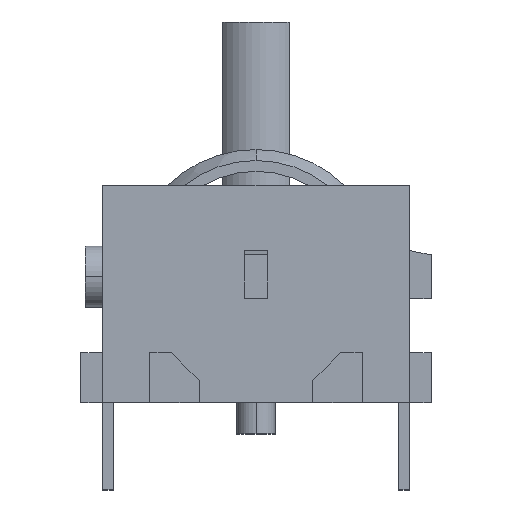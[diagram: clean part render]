
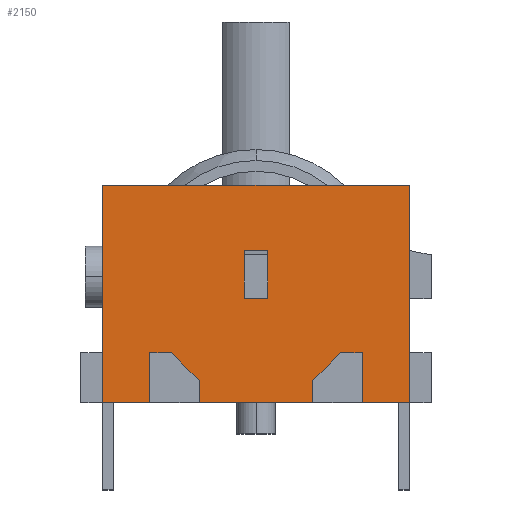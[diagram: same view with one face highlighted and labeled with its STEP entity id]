
A CAD part, top view. The second image highlights one B-rep face of the part: STEP entity #2150.
In plain terms, the highlighted planar face has unit normal (0, 0, 1).
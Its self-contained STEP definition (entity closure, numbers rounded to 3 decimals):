
#13 = CARTESIAN_POINT ( 'NONE',  ( 7.04, 0., 7.04 ) ) ;
#21 = LINE ( 'NONE', #2979, #2043 ) ;
#24 = CARTESIAN_POINT ( 'NONE',  ( -4.875, 2.27, 7.04 ) ) ;
#27 = CARTESIAN_POINT ( 'NONE',  ( 0.54, 4.77, 7.04 ) ) ;
#33 = ORIENTED_EDGE ( 'NONE', *, *, #183, .F. ) ;
#52 = VERTEX_POINT ( 'NONE', #1261 ) ;
#62 = ORIENTED_EDGE ( 'NONE', *, *, #2433, .F. ) ;
#66 = ORIENTED_EDGE ( 'NONE', *, *, #231, .F. ) ;
#77 = DIRECTION ( 'NONE',  ( 1., 0., 0. ) ) ;
#83 = VERTEX_POINT ( 'NONE', #2614 ) ;
#88 = VECTOR ( 'NONE', #376, 1000. ) ;
#183 = EDGE_CURVE ( 'NONE', #2790, #2153, #1728, .T. ) ;
#227 = ORIENTED_EDGE ( 'NONE', *, *, #1748, .F. ) ;
#231 = EDGE_CURVE ( 'NONE', #52, #882, #1762, .T. ) ;
#245 = VERTEX_POINT ( 'NONE', #1956 ) ;
#259 = CARTESIAN_POINT ( 'NONE',  ( -7.04, 9.95, 7.04 ) ) ;
#274 = VECTOR ( 'NONE', #591, 1000. ) ;
#367 = CARTESIAN_POINT ( 'NONE',  ( 4.875, 2.27, 7.04 ) ) ;
#376 = DIRECTION ( 'NONE',  ( 0., 1., 0. ) ) ;
#393 = CARTESIAN_POINT ( 'NONE',  ( -7.04, 0., 7.04 ) ) ;
#409 = LINE ( 'NONE', #3382, #887 ) ;
#419 = CARTESIAN_POINT ( 'NONE',  ( 0.54, 6.97, 7.04 ) ) ;
#504 = VECTOR ( 'NONE', #2730, 1000. ) ;
#507 = EDGE_CURVE ( 'NONE', #1465, #2784, #3410, .T. ) ;
#509 = VECTOR ( 'NONE', #2708, 1000. ) ;
#529 = CARTESIAN_POINT ( 'NONE',  ( 7.04, 9.95, 7.04 ) ) ;
#565 = CARTESIAN_POINT ( 'NONE',  ( -3.875, 2.27, 7.04 ) ) ;
#576 = VERTEX_POINT ( 'NONE', #2764 ) ;
#591 = DIRECTION ( 'NONE',  ( 0., 1., 0. ) ) ;
#593 = DIRECTION ( 'NONE',  ( 0., 0., -1. ) ) ;
#605 = EDGE_LOOP ( 'NONE', ( #66, #1588, #62, #1277, #2716, #2755, #2325, #1922, #1745, #627, #1071, #33, #2582, #227 ) ) ;
#619 = CARTESIAN_POINT ( 'NONE',  ( -3.875, 2.27, 7.04 ) ) ;
#627 = ORIENTED_EDGE ( 'NONE', *, *, #3239, .F. ) ;
#633 = VECTOR ( 'NONE', #2044, 1000. ) ;
#741 = DIRECTION ( 'NONE',  ( 1., 0., 0. ) ) ;
#773 = VECTOR ( 'NONE', #906, 1000. ) ;
#810 = VERTEX_POINT ( 'NONE', #393 ) ;
#863 = LINE ( 'NONE', #3408, #2069 ) ;
#882 = VERTEX_POINT ( 'NONE', #367 ) ;
#887 = VECTOR ( 'NONE', #2053, 1000. ) ;
#906 = DIRECTION ( 'NONE',  ( -0.707, -0.707, 0. ) ) ;
#949 = LINE ( 'NONE', #419, #1439 ) ;
#971 = LINE ( 'NONE', #3238, #274 ) ;
#1071 = ORIENTED_EDGE ( 'NONE', *, *, #2376, .T. ) ;
#1099 = LINE ( 'NONE', #1591, #2789 ) ;
#1102 = FACE_BOUND ( 'NONE', #3263, .T. ) ;
#1134 = CARTESIAN_POINT ( 'NONE',  ( -2.605, 0., 7.04 ) ) ;
#1143 = FACE_OUTER_BOUND ( 'NONE', #605, .T. ) ;
#1147 = VECTOR ( 'NONE', #1299, 1000. ) ;
#1148 = ORIENTED_EDGE ( 'NONE', *, *, #3331, .F. ) ;
#1157 = CARTESIAN_POINT ( 'NONE',  ( 7.04, 9.95, 7.04 ) ) ;
#1217 = EDGE_CURVE ( 'NONE', #1655, #1465, #1919, .T. ) ;
#1224 = CARTESIAN_POINT ( 'NONE',  ( -2.605, 1., 7.04 ) ) ;
#1226 = VERTEX_POINT ( 'NONE', #2636 ) ;
#1255 = VERTEX_POINT ( 'NONE', #259 ) ;
#1261 = CARTESIAN_POINT ( 'NONE',  ( 4.875, 0., 7.04 ) ) ;
#1276 = VECTOR ( 'NONE', #2460, 1000. ) ;
#1277 = ORIENTED_EDGE ( 'NONE', *, *, #1976, .F. ) ;
#1299 = DIRECTION ( 'NONE',  ( -1., 0., 0. ) ) ;
#1375 = DIRECTION ( 'NONE',  ( 1., 0., 0. ) ) ;
#1377 = EDGE_CURVE ( 'NONE', #1226, #1628, #971, .T. ) ;
#1417 = EDGE_CURVE ( 'NONE', #810, #576, #21, .T. ) ;
#1426 = EDGE_CURVE ( 'NONE', #1255, #810, #3107, .T. ) ;
#1439 = VECTOR ( 'NONE', #2275, 1000. ) ;
#1465 = VERTEX_POINT ( 'NONE', #619 ) ;
#1477 = LINE ( 'NONE', #1517, #1147 ) ;
#1478 = CARTESIAN_POINT ( 'NONE',  ( 3.875, 2.27, 7.04 ) ) ;
#1517 = CARTESIAN_POINT ( 'NONE',  ( 4.875, 2.27, 7.04 ) ) ;
#1551 = VERTEX_POINT ( 'NONE', #1134 ) ;
#1554 = VECTOR ( 'NONE', #3332, 1000. ) ;
#1588 = ORIENTED_EDGE ( 'NONE', *, *, #2335, .T. ) ;
#1591 = CARTESIAN_POINT ( 'NONE',  ( 7.04, 0., 7.04 ) ) ;
#1597 = EDGE_CURVE ( 'NONE', #2784, #576, #3023, .T. ) ;
#1607 = CARTESIAN_POINT ( 'NONE',  ( 2.605, 0., 7.04 ) ) ;
#1628 = VERTEX_POINT ( 'NONE', #2567 ) ;
#1655 = VERTEX_POINT ( 'NONE', #2816 ) ;
#1691 = ORIENTED_EDGE ( 'NONE', *, *, #2331, .T. ) ;
#1728 = LINE ( 'NONE', #2700, #2363 ) ;
#1745 = ORIENTED_EDGE ( 'NONE', *, *, #1217, .F. ) ;
#1748 = EDGE_CURVE ( 'NONE', #882, #2631, #1477, .T. ) ;
#1750 = LINE ( 'NONE', #1224, #1554 ) ;
#1762 = LINE ( 'NONE', #3294, #88 ) ;
#1780 = AXIS2_PLACEMENT_3D ( 'NONE', #529, #593, #1910 ) ;
#1822 = CARTESIAN_POINT ( 'NONE',  ( -4.875, 2.27, 7.04 ) ) ;
#1832 = EDGE_CURVE ( 'NONE', #2142, #1628, #949, .T. ) ;
#1879 = CARTESIAN_POINT ( 'NONE',  ( 7.04, 0., 7.04 ) ) ;
#1910 = DIRECTION ( 'NONE',  ( -1., 0., 0. ) ) ;
#1919 = LINE ( 'NONE', #565, #2336 ) ;
#1922 = ORIENTED_EDGE ( 'NONE', *, *, #507, .F. ) ;
#1956 = CARTESIAN_POINT ( 'NONE',  ( 7.04, 9.95, 7.04 ) ) ;
#1976 = EDGE_CURVE ( 'NONE', #1255, #245, #863, .T. ) ;
#1987 = LINE ( 'NONE', #27, #3285 ) ;
#1992 = CARTESIAN_POINT ( 'NONE',  ( 3.875, 2.27, 7.04 ) ) ;
#2023 = CARTESIAN_POINT ( 'NONE',  ( -4.875, 0., 7.04 ) ) ;
#2043 = VECTOR ( 'NONE', #77, 1000. ) ;
#2044 = DIRECTION ( 'NONE',  ( 0., -1., 0. ) ) ;
#2047 = VECTOR ( 'NONE', #2418, 1000. ) ;
#2053 = DIRECTION ( 'NONE',  ( 0., 1., 0. ) ) ;
#2069 = VECTOR ( 'NONE', #741, 1000. ) ;
#2109 = LINE ( 'NONE', #1992, #773 ) ;
#2142 = VERTEX_POINT ( 'NONE', #2403 ) ;
#2150 = ADVANCED_FACE ( 'NONE', ( #1143, #1102 ), #3175, .F. ) ;
#2153 = VERTEX_POINT ( 'NONE', #1607 ) ;
#2275 = DIRECTION ( 'NONE',  ( -1., 0., 0. ) ) ;
#2302 = VERTEX_POINT ( 'NONE', #1879 ) ;
#2325 = ORIENTED_EDGE ( 'NONE', *, *, #1597, .F. ) ;
#2331 = EDGE_CURVE ( 'NONE', #83, #1226, #1987, .T. ) ;
#2335 = EDGE_CURVE ( 'NONE', #52, #2302, #3326, .T. ) ;
#2336 = VECTOR ( 'NONE', #2928, 1000. ) ;
#2363 = VECTOR ( 'NONE', #2686, 1000. ) ;
#2376 = EDGE_CURVE ( 'NONE', #1551, #2153, #1099, .T. ) ;
#2395 = CARTESIAN_POINT ( 'NONE',  ( 2.605, 1., 7.04 ) ) ;
#2399 = DIRECTION ( 'NONE',  ( -1., 0., 0. ) ) ;
#2403 = CARTESIAN_POINT ( 'NONE',  ( 0.54, 6.97, 7.04 ) ) ;
#2418 = DIRECTION ( 'NONE',  ( 0., -1., 0. ) ) ;
#2433 = EDGE_CURVE ( 'NONE', #245, #2302, #3000, .T. ) ;
#2460 = DIRECTION ( 'NONE',  ( -1., 0., 0. ) ) ;
#2544 = EDGE_CURVE ( 'NONE', #2631, #2790, #2109, .T. ) ;
#2567 = CARTESIAN_POINT ( 'NONE',  ( -0.54, 6.97, 7.04 ) ) ;
#2582 = ORIENTED_EDGE ( 'NONE', *, *, #2544, .F. ) ;
#2614 = CARTESIAN_POINT ( 'NONE',  ( 0.54, 4.77, 7.04 ) ) ;
#2631 = VERTEX_POINT ( 'NONE', #1478 ) ;
#2636 = CARTESIAN_POINT ( 'NONE',  ( -0.54, 4.77, 7.04 ) ) ;
#2686 = DIRECTION ( 'NONE',  ( 0., -1., 0. ) ) ;
#2700 = CARTESIAN_POINT ( 'NONE',  ( 2.605, 1., 7.04 ) ) ;
#2708 = DIRECTION ( 'NONE',  ( 1., 0., 0. ) ) ;
#2709 = CARTESIAN_POINT ( 'NONE',  ( -7.04, 9.95, 7.04 ) ) ;
#2716 = ORIENTED_EDGE ( 'NONE', *, *, #1426, .T. ) ;
#2730 = DIRECTION ( 'NONE',  ( 0., -1., 0. ) ) ;
#2755 = ORIENTED_EDGE ( 'NONE', *, *, #1417, .T. ) ;
#2764 = CARTESIAN_POINT ( 'NONE',  ( -4.875, 0., 7.04 ) ) ;
#2784 = VERTEX_POINT ( 'NONE', #1822 ) ;
#2789 = VECTOR ( 'NONE', #1375, 1000. ) ;
#2790 = VERTEX_POINT ( 'NONE', #2395 ) ;
#2816 = CARTESIAN_POINT ( 'NONE',  ( -2.605, 1., 7.04 ) ) ;
#2928 = DIRECTION ( 'NONE',  ( -0.707, 0.707, 0. ) ) ;
#2979 = CARTESIAN_POINT ( 'NONE',  ( 7.04, 0., 7.04 ) ) ;
#3000 = LINE ( 'NONE', #1157, #504 ) ;
#3023 = LINE ( 'NONE', #2023, #633 ) ;
#3031 = ORIENTED_EDGE ( 'NONE', *, *, #1377, .T. ) ;
#3071 = ORIENTED_EDGE ( 'NONE', *, *, #1832, .F. ) ;
#3107 = LINE ( 'NONE', #2709, #2047 ) ;
#3175 = PLANE ( 'NONE',  #1780 ) ;
#3238 = CARTESIAN_POINT ( 'NONE',  ( -0.54, 4.77, 7.04 ) ) ;
#3239 = EDGE_CURVE ( 'NONE', #1551, #1655, #1750, .T. ) ;
#3263 = EDGE_LOOP ( 'NONE', ( #1148, #1691, #3031, #3071 ) ) ;
#3285 = VECTOR ( 'NONE', #2399, 1000. ) ;
#3294 = CARTESIAN_POINT ( 'NONE',  ( 4.875, 0., 7.04 ) ) ;
#3326 = LINE ( 'NONE', #13, #509 ) ;
#3331 = EDGE_CURVE ( 'NONE', #83, #2142, #409, .T. ) ;
#3332 = DIRECTION ( 'NONE',  ( 0., 1., 0. ) ) ;
#3382 = CARTESIAN_POINT ( 'NONE',  ( 0.54, 4.77, 7.04 ) ) ;
#3408 = CARTESIAN_POINT ( 'NONE',  ( 7.04, 9.95, 7.04 ) ) ;
#3410 = LINE ( 'NONE', #24, #1276 ) ;
